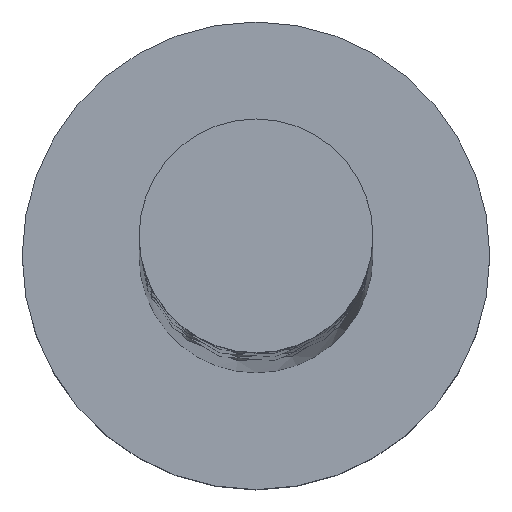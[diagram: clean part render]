
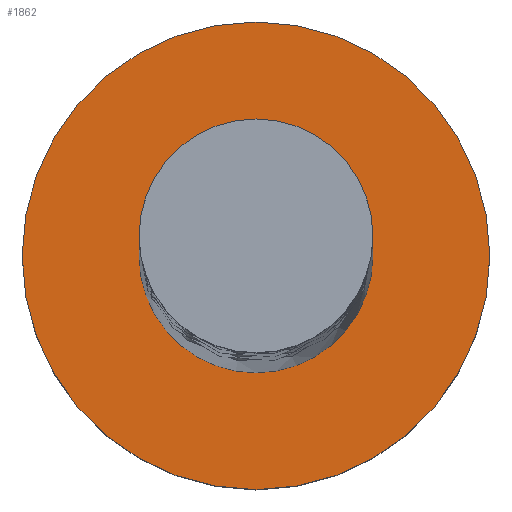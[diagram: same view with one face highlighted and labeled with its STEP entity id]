
A CAD part, top view. The second image highlights one B-rep face of the part: STEP entity #1862.
In plain terms, the highlighted planar face has unit normal (0, 0, 1).
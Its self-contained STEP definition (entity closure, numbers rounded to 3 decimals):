
#120 = DIRECTION ( 'NONE',  ( 0., 0., 1. ) ) ;
#122 = CARTESIAN_POINT ( 'NONE',  ( -3., 0., 5. ) ) ;
#149 = AXIS2_PLACEMENT_3D ( 'NONE', #439, #1722, #299 ) ;
#228 = DIRECTION ( 'NONE',  ( 0., 0., 1. ) ) ;
#299 = DIRECTION ( 'NONE',  ( 1., 0., 0. ) ) ;
#346 = ORIENTED_EDGE ( 'NONE', *, *, #1153, .T. ) ;
#407 = FACE_OUTER_BOUND ( 'NONE', #1277, .T. ) ;
#433 = CIRCLE ( 'NONE', #1501, 3. ) ;
#439 = CARTESIAN_POINT ( 'NONE',  ( 0., 0., 5. ) ) ;
#635 = CARTESIAN_POINT ( 'NONE',  ( 3., 0., 5. ) ) ;
#759 = EDGE_CURVE ( 'NONE', #1405, #1235, #1532, .T. ) ;
#889 = VERTEX_POINT ( 'NONE', #635 ) ;
#994 = CARTESIAN_POINT ( 'NONE',  ( 0., 0., 5. ) ) ;
#1023 = CARTESIAN_POINT ( 'NONE',  ( 6., 0., 5. ) ) ;
#1087 = VERTEX_POINT ( 'NONE', #122 ) ;
#1115 = CARTESIAN_POINT ( 'NONE',  ( 0., 0., 5. ) ) ;
#1137 = DIRECTION ( 'NONE',  ( 1., 0., 0. ) ) ;
#1153 = EDGE_CURVE ( 'NONE', #1235, #1405, #1262, .T. ) ;
#1168 = DIRECTION ( 'NONE',  ( 1., 0., 0. ) ) ;
#1188 = ORIENTED_EDGE ( 'NONE', *, *, #1632, .F. ) ;
#1204 = EDGE_CURVE ( 'NONE', #1087, #889, #433, .T. ) ;
#1223 = ORIENTED_EDGE ( 'NONE', *, *, #1204, .F. ) ;
#1235 = VERTEX_POINT ( 'NONE', #1023 ) ;
#1262 = CIRCLE ( 'NONE', #149, 6. ) ;
#1277 = EDGE_LOOP ( 'NONE', ( #1484, #346 ) ) ;
#1292 = AXIS2_PLACEMENT_3D ( 'NONE', #1115, #228, #1409 ) ;
#1298 = CARTESIAN_POINT ( 'NONE',  ( 0., 0., 5. ) ) ;
#1305 = FACE_BOUND ( 'NONE', #1601, .T. ) ;
#1364 = AXIS2_PLACEMENT_3D ( 'NONE', #1450, #120, #1168 ) ;
#1405 = VERTEX_POINT ( 'NONE', #1465 ) ;
#1409 = DIRECTION ( 'NONE',  ( 1., 0., 0. ) ) ;
#1419 = CIRCLE ( 'NONE', #1292, 3. ) ;
#1450 = CARTESIAN_POINT ( 'NONE',  ( 0., 0., 5. ) ) ;
#1452 = DIRECTION ( 'NONE',  ( 1., 0., 0. ) ) ;
#1465 = CARTESIAN_POINT ( 'NONE',  ( -6., 0., 5. ) ) ;
#1484 = ORIENTED_EDGE ( 'NONE', *, *, #759, .T. ) ;
#1501 = AXIS2_PLACEMENT_3D ( 'NONE', #1298, #1899, #1137 ) ;
#1503 = AXIS2_PLACEMENT_3D ( 'NONE', #994, #1576, #1452 ) ;
#1532 = CIRCLE ( 'NONE', #1364, 6. ) ;
#1576 = DIRECTION ( 'NONE',  ( 0., 0., 1. ) ) ;
#1601 = EDGE_LOOP ( 'NONE', ( #1223, #1188 ) ) ;
#1632 = EDGE_CURVE ( 'NONE', #889, #1087, #1419, .T. ) ;
#1722 = DIRECTION ( 'NONE',  ( 0., 0., 1. ) ) ;
#1862 = ADVANCED_FACE ( 'NONE', ( #1305, #407 ), #1886, .T. ) ;
#1886 = PLANE ( 'NONE',  #1503 ) ;
#1899 = DIRECTION ( 'NONE',  ( 0., 0., 1. ) ) ;
